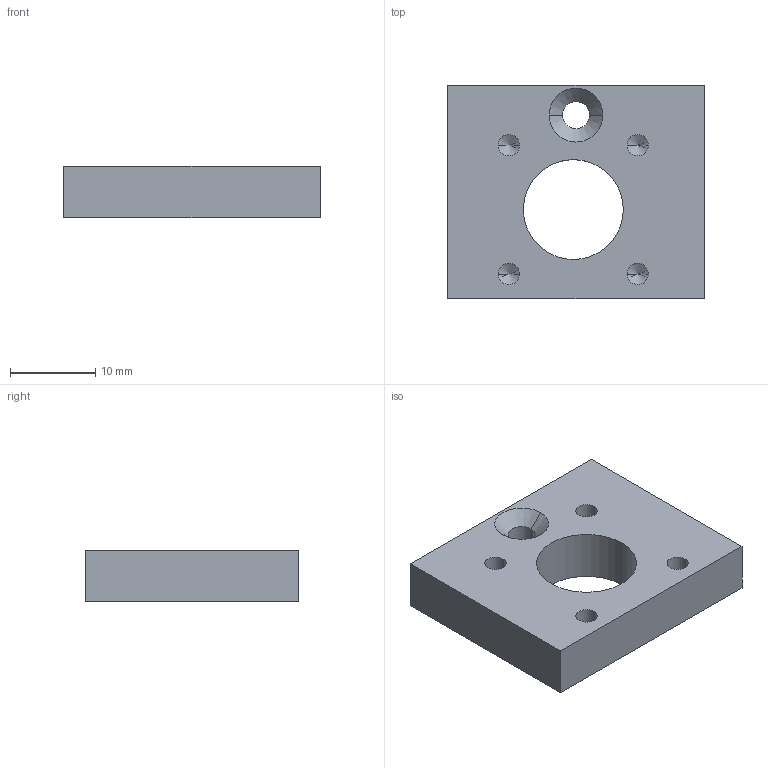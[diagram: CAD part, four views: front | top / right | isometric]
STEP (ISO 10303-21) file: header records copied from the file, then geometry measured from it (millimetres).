
FILE_DESCRIPTION (( 'STEP AP214' ), '1' );
FILE_NAME ('ALTI2-USI-018-A-SORTIE-CABLE-ELEC1.STEP', '2021-12-22T15:40:33', ( '' ), ( '' ), 'SwSTEP 2.0', 'SolidWorks 2021', '' );
FILE_SCHEMA (( 'AUTOMOTIVE_DESIGN' ));
Length unit declared in the file: millimetre
Products named in the file (1): ALTI2-USI-018-A-SORTIE-CABLE-ELEC1
Bounding box: 30 x 25 x 6 mm (x, y, z)
Volume: 3687.3 mm3; surface area: 2364 mm2
Topology: 1 solids, 1 shells, 28 faces, 68 edges, 38 vertices
Faces by surface type: cylinder 12, cone 10, plane 6
Entity records: 892 total; most frequent: DIRECTION 144, CARTESIAN_POINT 127, ORIENTED_EDGE 120, EDGE_CURVE 60, AXIS2_PLACEMENT_3D 55, VERTEX_POINT 38, EDGE_LOOP 36, LINE 34
